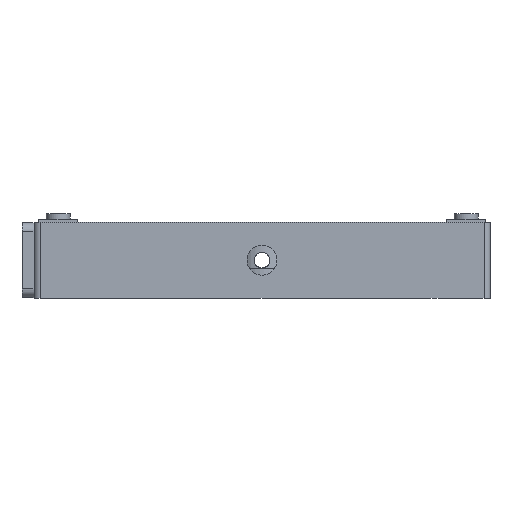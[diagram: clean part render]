
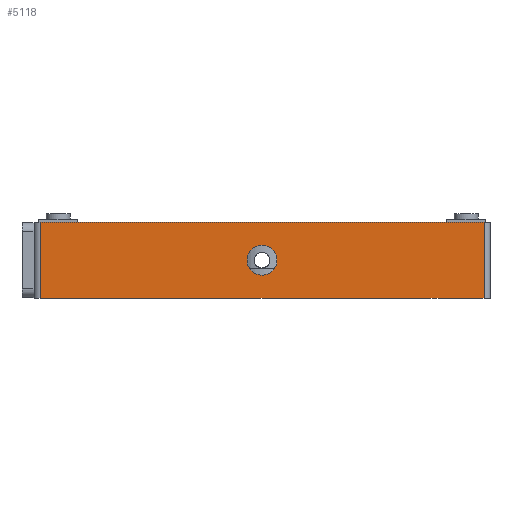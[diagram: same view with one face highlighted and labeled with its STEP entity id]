
A CAD part, front view. The second image highlights one B-rep face of the part: STEP entity #5118.
In plain terms, the highlighted planar face has unit normal (0, -1, 0).
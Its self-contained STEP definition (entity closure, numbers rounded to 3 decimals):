
#3 = CARTESIAN_POINT ( 'NONE',  ( -60.427, -41.599, 0. ) ) ;
#180 = CARTESIAN_POINT ( 'NONE',  ( -60.427, -41.599, 12.7 ) ) ;
#181 = DIRECTION ( 'NONE',  ( 0., 0., -1. ) ) ;
#185 = CARTESIAN_POINT ( 'NONE',  ( -23.427, -41.599, 12.7 ) ) ;
#190 = DIRECTION ( 'NONE',  ( 1., 0., 0. ) ) ;
#191 = CARTESIAN_POINT ( 'NONE',  ( -23.427, -41.599, 0. ) ) ;
#192 = DIRECTION ( 'NONE',  ( 1., 0., 0. ) ) ;
#195 = CARTESIAN_POINT ( 'NONE',  ( -23.427, -41.599, 6.35 ) ) ;
#196 = DIRECTION ( 'NONE',  ( 0., -1., 0. ) ) ;
#197 = DIRECTION ( 'NONE',  ( 0., 0., -1. ) ) ;
#227 = DIRECTION ( 'NONE',  ( 0., 0., -1. ) ) ;
#228 = CARTESIAN_POINT ( 'NONE',  ( 13.573, -41.599, 12.7 ) ) ;
#548 = VERTEX_POINT ( 'NONE', #3894 ) ;
#637 = FACE_OUTER_BOUND ( 'NONE', #5265, .T. ) ;
#642 = FACE_BOUND ( 'NONE', #5229, .T. ) ;
#885 = VECTOR ( 'NONE', #227, 1000. ) ;
#887 = LINE ( 'NONE', #228, #885 ) ;
#903 = VECTOR ( 'NONE', #192, 1000. ) ;
#904 = CIRCLE ( 'NONE', #1741, 2.5 ) ;
#905 = VECTOR ( 'NONE', #190, 1000. ) ;
#906 = LINE ( 'NONE', #191, #903 ) ;
#907 = VECTOR ( 'NONE', #181, 1000. ) ;
#911 = LINE ( 'NONE', #180, #907 ) ;
#915 = LINE ( 'NONE', #185, #905 ) ;
#1741 = AXIS2_PLACEMENT_3D ( 'NONE', #195, #196, #197 ) ;
#2479 = ORIENTED_EDGE ( 'NONE', *, *, #4955, .T. ) ;
#2480 = ORIENTED_EDGE ( 'NONE', *, *, #4956, .F. ) ;
#2481 = ORIENTED_EDGE ( 'NONE', *, *, #4969, .F. ) ;
#2482 = ORIENTED_EDGE ( 'NONE', *, *, #4957, .T. ) ;
#2483 = ORIENTED_EDGE ( 'NONE', *, *, #4958, .F. ) ;
#2521 = VERTEX_POINT ( 'NONE', #2947 ) ;
#2524 = VERTEX_POINT ( 'NONE', #5176 ) ;
#2535 = VERTEX_POINT ( 'NONE', #5173 ) ;
#2538 = VERTEX_POINT ( 'NONE', #3 ) ;
#2947 = CARTESIAN_POINT ( 'NONE',  ( 13.573, -41.599, 0. ) ) ;
#3669 = CARTESIAN_POINT ( 'NONE',  ( -23.427, -41.599, 12.7 ) ) ;
#3671 = PLANE ( 'NONE',  #4187 ) ;
#3673 = DIRECTION ( 'NONE',  ( 0., 1., 0. ) ) ;
#3674 = DIRECTION ( 'NONE',  ( 0., 0., 1. ) ) ;
#3894 = CARTESIAN_POINT ( 'NONE',  ( -23.427, -41.599, 3.85 ) ) ;
#4187 = AXIS2_PLACEMENT_3D ( 'NONE', #3669, #3673, #3674 ) ;
#4955 = EDGE_CURVE ( 'NONE', #2524, #2538, #911, .T. ) ;
#4956 = EDGE_CURVE ( 'NONE', #2524, #2535, #915, .T. ) ;
#4957 = EDGE_CURVE ( 'NONE', #2538, #2521, #906, .T. ) ;
#4958 = EDGE_CURVE ( 'NONE', #548, #548, #904, .T. ) ;
#4969 = EDGE_CURVE ( 'NONE', #2535, #2521, #887, .T. ) ;
#5118 = ADVANCED_FACE ( 'NONE', ( #642, #637 ), #3671, .F. ) ;
#5173 = CARTESIAN_POINT ( 'NONE',  ( 13.573, -41.599, 12.7 ) ) ;
#5176 = CARTESIAN_POINT ( 'NONE',  ( -60.427, -41.599, 12.7 ) ) ;
#5229 = EDGE_LOOP ( 'NONE', ( #2483 ) ) ;
#5265 = EDGE_LOOP ( 'NONE', ( #2482, #2481, #2480, #2479 ) ) ;
